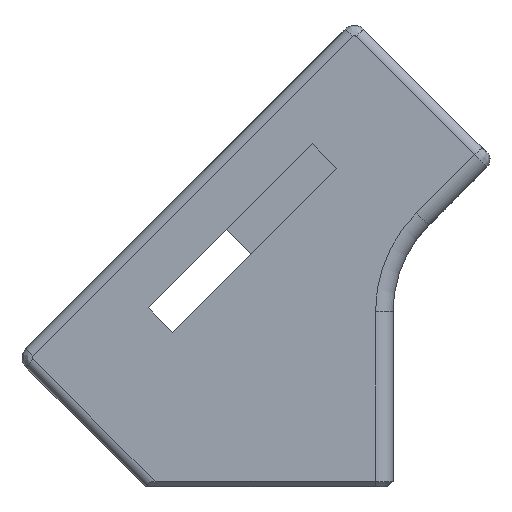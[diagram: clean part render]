
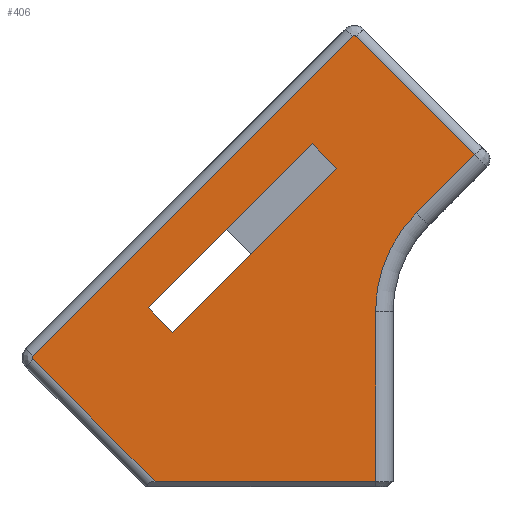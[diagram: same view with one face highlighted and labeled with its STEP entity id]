
A CAD part, left-side view. The second image highlights one B-rep face of the part: STEP entity #406.
In plain terms, the highlighted planar face has unit normal (-1, 0, 0).
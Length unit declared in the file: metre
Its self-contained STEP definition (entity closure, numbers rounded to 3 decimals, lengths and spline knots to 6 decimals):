
#406 = ADVANCED_FACE( '', ( #893, #894 ), #895, .F. );
#893 = FACE_OUTER_BOUND( '', #1554, .T. );
#894 = FACE_BOUND( '', #1555, .T. );
#895 = PLANE( '', #1556 );
#1554 = EDGE_LOOP( '', ( #2687, #2688, #2689, #2690, #2691, #2692, #2693, #2694, #2695 ) );
#1555 = EDGE_LOOP( '', ( #2696, #2697, #2698, #2699 ) );
#1556 = AXIS2_PLACEMENT_3D( '', #2700, #2701, #2702 );
#2687 = ORIENTED_EDGE( '', *, *, #3026, .T. );
#2688 = ORIENTED_EDGE( '', *, *, #3127, .T. );
#2689 = ORIENTED_EDGE( '', *, *, #3004, .T. );
#2690 = ORIENTED_EDGE( '', *, *, #3145, .T. );
#2691 = ORIENTED_EDGE( '', *, *, #2881, .T. );
#2692 = ORIENTED_EDGE( '', *, *, #2817, .T. );
#2693 = ORIENTED_EDGE( '', *, *, #2929, .T. );
#2694 = ORIENTED_EDGE( '', *, *, #2828, .T. );
#2695 = ORIENTED_EDGE( '', *, *, #3178, .T. );
#2696 = ORIENTED_EDGE( '', *, *, #2840, .F. );
#2697 = ORIENTED_EDGE( '', *, *, #2968, .T. );
#2698 = ORIENTED_EDGE( '', *, *, #3143, .T. );
#2699 = ORIENTED_EDGE( '', *, *, #2780, .F. );
#2700 = CARTESIAN_POINT( '', ( -0.0034, -0.018333, 0.014161 ) );
#2701 = DIRECTION( '', ( 1., 0., 0. ) );
#2702 = DIRECTION( '', ( 0., 1., 0. ) );
#2780 = EDGE_CURVE( '', #3278, #3279, #3280, .T. );
#2817 = EDGE_CURVE( '', #3344, #3342, #3345, .F. );
#2828 = EDGE_CURVE( '', #3362, #3360, #3363, .F. );
#2840 = EDGE_CURVE( '', #3383, #3278, #3384, .T. );
#2881 = EDGE_CURVE( '', #3448, #3344, #3452, .T. );
#2929 = EDGE_CURVE( '', #3342, #3362, #3534, .T. );
#2968 = EDGE_CURVE( '', #3383, #3594, #3596, .T. );
#3004 = EDGE_CURVE( '', #3646, #3605, #3647, .T. );
#3026 = EDGE_CURVE( '', #3678, #3676, #3679, .F. );
#3127 = EDGE_CURVE( '', #3676, #3646, #3802, .F. );
#3143 = EDGE_CURVE( '', #3594, #3279, #3823, .T. );
#3145 = EDGE_CURVE( '', #3605, #3448, #3825, .F. );
#3178 = EDGE_CURVE( '', #3360, #3678, #3859, .F. );
#3278 = VERTEX_POINT( '', #4284 );
#3279 = VERTEX_POINT( '', #4285 );
#3280 = LINE( '', #4286, #4287 );
#3342 = VERTEX_POINT( '', #4374 );
#3344 = VERTEX_POINT( '', #4376 );
#3345 = LINE( '', #4377, #4378 );
#3360 = VERTEX_POINT( '', #4395 );
#3362 = VERTEX_POINT( '', #4397 );
#3363 = CIRCLE( '', #4398, 0.0003 );
#3383 = VERTEX_POINT( '', #4422 );
#3384 = LINE( '', #4423, #4424 );
#3448 = VERTEX_POINT( '', #4505 );
#3452 = CIRCLE( '', #4509, 0.015941 );
#3534 = LINE( '', #4641, #4642 );
#3594 = VERTEX_POINT( '', #4825 );
#3596 = LINE( '', #4828, #4829 );
#3605 = VERTEX_POINT( '', #4842 );
#3646 = VERTEX_POINT( '', #4969 );
#3647 = LINE( '', #4970, #4971 );
#3676 = VERTEX_POINT( '', #5286 );
#3678 = VERTEX_POINT( '', #5288 );
#3679 = CIRCLE( '', #5289, 0.0003 );
#3802 = LINE( '', #5529, #5530 );
#3823 = LINE( '', #5555, #5556 );
#3825 = LINE( '', #5558, #5559 );
#3859 = LINE( '', #5608, #5609 );
#4284 = CARTESIAN_POINT( '', ( -0.0034, -0.028383, 0.024141 ) );
#4285 = CARTESIAN_POINT( '', ( -0.0034, -0.025555, 0.026969 ) );
#4286 = CARTESIAN_POINT( '', ( -0.0034, -0.028348, 0.024176 ) );
#4287 = VECTOR( '', #5689, 1. );
#4374 = CARTESIAN_POINT( '', ( -0.0034, -0.044106, 0.025721 ) );
#4376 = CARTESIAN_POINT( '', ( -0.0034, -0.037465, 0.01908 ) );
#4377 = CARTESIAN_POINT( '', ( -0.0034, -0.025439, 0.007055 ) );
#4378 = VECTOR( '', #5743, 1. );
#4395 = CARTESIAN_POINT( '', ( -0.0034, -0.030176, 0.039227 ) );
#4397 = CARTESIAN_POINT( '', ( -0.0034, -0.0306, 0.039227 ) );
#4398 = AXIS2_PLACEMENT_3D( '', #5761, #5762, #5763 );
#4422 = CARTESIAN_POINT( '', ( -0.0034, -0.009652, 0.005409 ) );
#4423 = CARTESIAN_POINT( '', ( -0.0034, -0.018368, 0.014126 ) );
#4424 = VECTOR( '', #5783, 1. );
#4505 = CARTESIAN_POINT( '', ( -0.0034, -0.032796, 0.007808 ) );
#4509 = AXIS2_PLACEMENT_3D( '', #5852, #5853, #5854 );
#4641 = CARTESIAN_POINT( '', ( -0.0034, -0.0306, 0.039227 ) );
#4642 = VECTOR( '', #5946, 1. );
#4825 = CARTESIAN_POINT( '', ( -0.0034, -0.006824, 0.008238 ) );
#4828 = CARTESIAN_POINT( '', ( -0.0034, -0.009617, 0.005445 ) );
#4829 = VECTOR( '', #5998, 1. );
#4842 = CARTESIAN_POINT( '', ( -0.0034, -0.032796, -0.011592 ) );
#4969 = CARTESIAN_POINT( '', ( -0.0034, -0.007633, -0.011592 ) );
#4970 = CARTESIAN_POINT( '', ( -0.0034, -0.018333, -0.011592 ) );
#4971 = VECTOR( '', #6042, 1. );
#5286 = CARTESIAN_POINT( '', ( -0.0034, 0.006293, 0.002333 ) );
#5288 = CARTESIAN_POINT( '', ( -0.0034, 0.006293, 0.002758 ) );
#5289 = AXIS2_PLACEMENT_3D( '', #6064, #6065, #6066 );
#5529 = CARTESIAN_POINT( '', ( -0.0034, -0.000106, -0.004066 ) );
#5530 = VECTOR( '', #6182, 1. );
#5555 = CARTESIAN_POINT( '', ( -0.0034, -0.01554, 0.016954 ) );
#5556 = VECTOR( '', #6199, 1. );
#5558 = CARTESIAN_POINT( '', ( -0.0034, -0.032796, 0.014161 ) );
#5559 = VECTOR( '', #6200, 1. );
#5608 = CARTESIAN_POINT( '', ( -0.0034, -0.011722, 0.020773 ) );
#5609 = VECTOR( '', #6214, 1. );
#5689 = DIRECTION( '', ( 0., 0.707, 0.707 ) );
#5743 = DIRECTION( '', ( 0., 0.707, -0.707 ) );
#5761 = CARTESIAN_POINT( '', ( -0.0034, -0.030388, 0.039015 ) );
#5762 = DIRECTION( '', ( 1., 0., 0. ) );
#5763 = DIRECTION( '', ( 0., 0., -1. ) );
#5783 = DIRECTION( '', ( 0., -0.707, 0.707 ) );
#5852 = CARTESIAN_POINT( '', ( -0.0034, -0.048737, 0.007808 ) );
#5853 = DIRECTION( '', ( 1., 0., 0. ) );
#5854 = DIRECTION( '', ( 0., 0., -1. ) );
#5946 = DIRECTION( '', ( 0., 0.707, 0.707 ) );
#5998 = DIRECTION( '', ( 0., 0.707, 0.707 ) );
#6042 = DIRECTION( '', ( 0., -1., 0. ) );
#6064 = CARTESIAN_POINT( '', ( -0.0034, 0.006081, 0.002546 ) );
#6065 = DIRECTION( '', ( 1., 0., 0. ) );
#6066 = DIRECTION( '', ( 0., 0., -1. ) );
#6182 = DIRECTION( '', ( 0., 0.707, 0.707 ) );
#6199 = DIRECTION( '', ( 0., -0.707, 0.707 ) );
#6200 = DIRECTION( '', ( 0., 0., -1. ) );
#6214 = DIRECTION( '', ( 0., -0.707, 0.707 ) );
